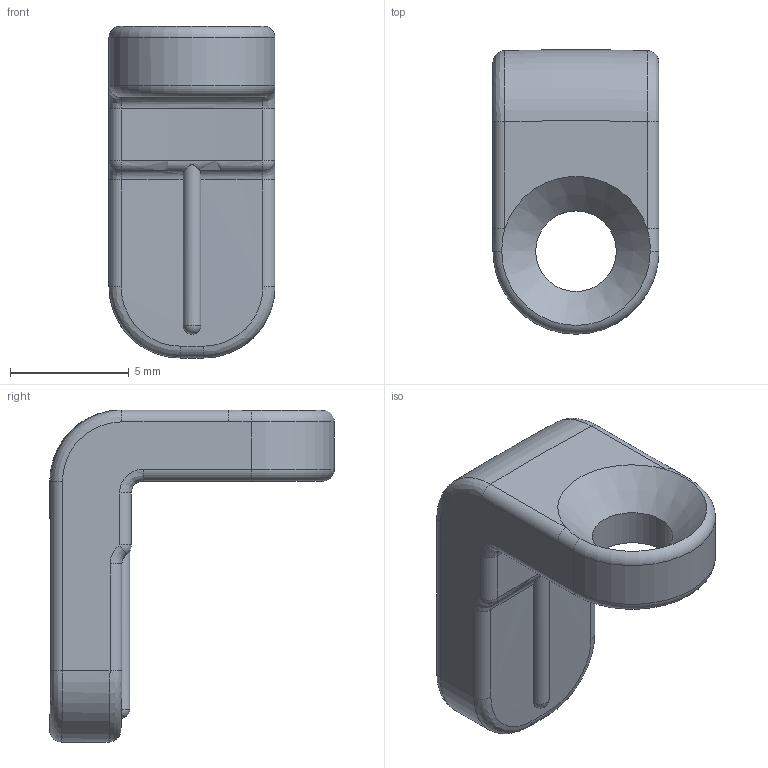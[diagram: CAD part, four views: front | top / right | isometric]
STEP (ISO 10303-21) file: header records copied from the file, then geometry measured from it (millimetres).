
FILE_DESCRIPTION(/* description */ (''),/* implementation_level */ '2;1');
FILE_NAME(/* name */ 'K8800-BPC.stp',/* time_stamp */ '2017-11-30T09:39:14+01:00',/* author */ ('jange'),/* organization */ (''),/* preprocessor_version */ 'ST-DEVELOPER v17',/* originating_system */ 'Autodesk Inventor 2018',/* authorisation */ '');
FILE_SCHEMA (('AUTOMOTIVE_DESIGN { 1 0 10303 214 3 1 1 }'));
Length unit declared in the file: millimetre
Products named in the file (1): K8800-BPC
Bounding box: 7 x 12 x 14 mm (x, y, z)
Volume: 405 mm3; surface area: 440.4 mm2
Topology: 1 solids, 1 shells, 48 faces, 114 edges, 66 vertices
Faces by surface type: cylinder 20, bspline 10, torus 9, plane 5, sphere 3, cone 1
Full cylindrical faces by diameter (mm): 3.4 x1
Entity records: 1691 total; most frequent: CARTESIAN_POINT 599, ORIENTED_EDGE 226, DIRECTION 214, EDGE_CURVE 113, AXIS2_PLACEMENT_3D 91, VERTEX_POINT 66, CIRCLE 52, EDGE_LOOP 49
